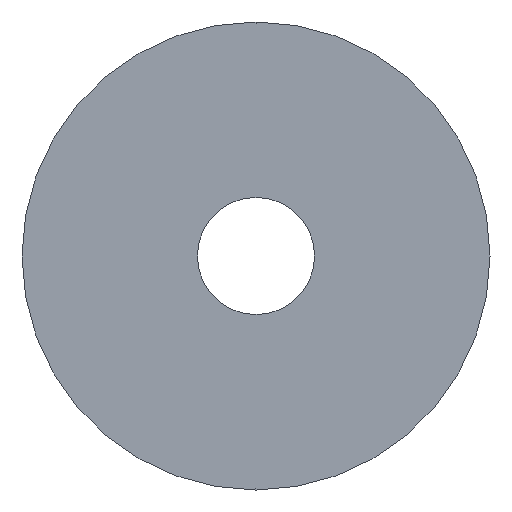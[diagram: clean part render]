
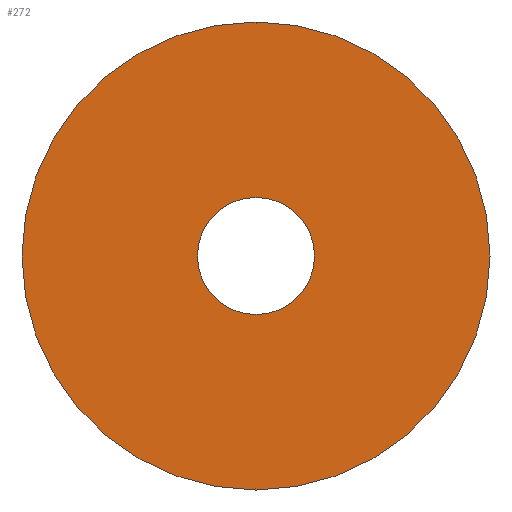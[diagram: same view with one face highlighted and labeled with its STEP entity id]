
A CAD part, left-side view. The second image highlights one B-rep face of the part: STEP entity #272.
In plain terms, the highlighted planar face has unit normal (-1, 0, 0).
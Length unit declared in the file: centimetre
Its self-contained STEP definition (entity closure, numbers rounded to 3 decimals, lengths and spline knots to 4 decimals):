
#16 = VERTEX_POINT ( 'NONE', #92 ) ;
#25 = CARTESIAN_POINT ( 'NONE',  ( -2.5, 0., 0. ) ) ;
#37 = AXIS2_PLACEMENT_3D ( 'NONE', #369, #112, #121 ) ;
#53 = DIRECTION ( 'NONE',  ( -1., 0., 0. ) ) ;
#56 = CARTESIAN_POINT ( 'NONE',  ( -2.5, 0., 0. ) ) ;
#61 = CARTESIAN_POINT ( 'NONE',  ( -2.5, 0., 1. ) ) ;
#74 = CARTESIAN_POINT ( 'NONE',  ( -2.5, 0., 4. ) ) ;
#78 = EDGE_LOOP ( 'NONE', ( #219, #222 ) ) ;
#84 = AXIS2_PLACEMENT_3D ( 'NONE', #25, #277, #146 ) ;
#88 = DIRECTION ( 'NONE',  ( 0., 0., -1. ) ) ;
#92 = CARTESIAN_POINT ( 'NONE',  ( -2.5, 0., -4. ) ) ;
#94 = AXIS2_PLACEMENT_3D ( 'NONE', #56, #53, #115 ) ;
#102 = CARTESIAN_POINT ( 'NONE',  ( -2.5, 0., -1. ) ) ;
#104 = DIRECTION ( 'NONE',  ( -1., 0., 0. ) ) ;
#105 = VERTEX_POINT ( 'NONE', #61 ) ;
#112 = DIRECTION ( 'NONE',  ( -1., 0., 0. ) ) ;
#115 = DIRECTION ( 'NONE',  ( 0., 0., 1. ) ) ;
#121 = DIRECTION ( 'NONE',  ( 0., 0., 1. ) ) ;
#146 = DIRECTION ( 'NONE',  ( 0., 0., 1. ) ) ;
#151 = VERTEX_POINT ( 'NONE', #74 ) ;
#153 = ORIENTED_EDGE ( 'NONE', *, *, #379, .F. ) ;
#175 = PLANE ( 'NONE',  #185 ) ;
#185 = AXIS2_PLACEMENT_3D ( 'NONE', #234, #394, #88 ) ;
#219 = ORIENTED_EDGE ( 'NONE', *, *, #307, .T. ) ;
#222 = ORIENTED_EDGE ( 'NONE', *, *, #248, .T. ) ;
#234 = CARTESIAN_POINT ( 'NONE',  ( -2.5, 0., 0. ) ) ;
#235 = EDGE_LOOP ( 'NONE', ( #301, #153 ) ) ;
#238 = FACE_BOUND ( 'NONE', #235, .T. ) ;
#248 = EDGE_CURVE ( 'NONE', #16, #151, #324, .T. ) ;
#252 = VERTEX_POINT ( 'NONE', #102 ) ;
#259 = CARTESIAN_POINT ( 'NONE',  ( -2.5, 0., 0. ) ) ;
#272 = ADVANCED_FACE ( 'NONE', ( #238, #367 ), #175, .F. ) ;
#277 = DIRECTION ( 'NONE',  ( -1., 0., 0. ) ) ;
#293 = CIRCLE ( 'NONE', #94, 4. ) ;
#301 = ORIENTED_EDGE ( 'NONE', *, *, #398, .F. ) ;
#307 = EDGE_CURVE ( 'NONE', #151, #16, #293, .T. ) ;
#324 = CIRCLE ( 'NONE', #390, 4. ) ;
#347 = CIRCLE ( 'NONE', #84, 1. ) ;
#367 = FACE_OUTER_BOUND ( 'NONE', #78, .T. ) ;
#369 = CARTESIAN_POINT ( 'NONE',  ( -2.5, 0., 0. ) ) ;
#379 = EDGE_CURVE ( 'NONE', #252, #105, #347, .T. ) ;
#384 = DIRECTION ( 'NONE',  ( 0., 0., 1. ) ) ;
#390 = AXIS2_PLACEMENT_3D ( 'NONE', #259, #104, #384 ) ;
#394 = DIRECTION ( 'NONE',  ( 1., 0., 0. ) ) ;
#396 = CIRCLE ( 'NONE', #37, 1. ) ;
#398 = EDGE_CURVE ( 'NONE', #105, #252, #396, .T. ) ;
